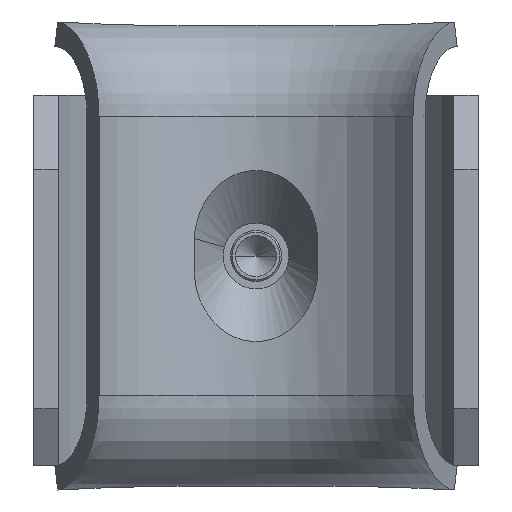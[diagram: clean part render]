
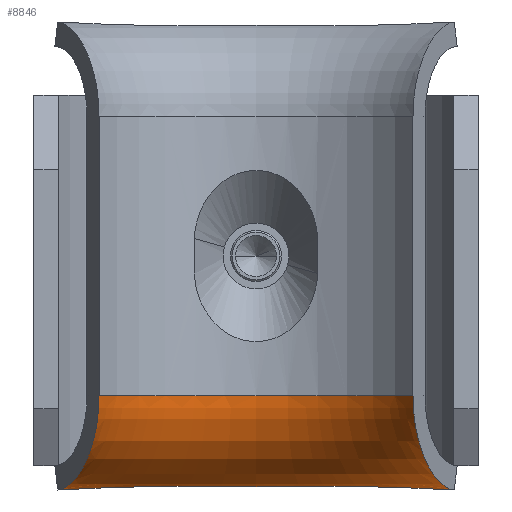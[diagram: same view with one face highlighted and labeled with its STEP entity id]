
A CAD part, front view. The second image highlights one B-rep face of the part: STEP entity #8846.
In plain terms, the highlighted toroidal (fillet/blend) face has major radius 16.75 mm and minor radius 5.75 mm.
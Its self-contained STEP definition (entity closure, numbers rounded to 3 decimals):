
#90 = CARTESIAN_POINT ( 'NONE',  ( -12.041, 3.704, -14.212 ) ) ;
#466 = EDGE_CURVE ( 'NONE', #8792, #11241, #8092, .T. ) ;
#486 = CARTESIAN_POINT ( 'NONE',  ( 6.162, 6.426, -13.996 ) ) ;
#508 = CARTESIAN_POINT ( 'NONE',  ( 4.187, 7.193, -13.998 ) ) ;
#597 = CARTESIAN_POINT ( 'NONE',  ( 9.534, -1.927, -8.473 ) ) ;
#839 = CARTESIAN_POINT ( 'NONE',  ( -11.06, 4.155, -14.186 ) ) ;
#856 = CARTESIAN_POINT ( 'NONE',  ( -9.686, -1.585, -10.356 ) ) ;
#975 = CARTESIAN_POINT ( 'NONE',  ( -6.162, 6.426, -13.996 ) ) ;
#1014 = CARTESIAN_POINT ( 'NONE',  ( 11.731, 3.008, -14.135 ) ) ;
#1079 = CARTESIAN_POINT ( 'NONE',  ( 10.987, 1.337, -13.559 ) ) ;
#1179 = VERTEX_POINT ( 'NONE', #90 ) ;
#1544 = CARTESIAN_POINT ( 'NONE',  ( -5.198, 6.86, -13.997 ) ) ;
#1756 = CARTESIAN_POINT ( 'NONE',  ( -9.914, -1.074, -11.366 ) ) ;
#1787 = DIRECTION ( 'NONE',  ( 1., 0., 0. ) ) ;
#1803 = ORIENTED_EDGE ( 'NONE', *, *, #3653, .T. ) ;
#1893 = CARTESIAN_POINT ( 'NONE',  ( -10.583, 0.431, -12.988 ) ) ;
#1895 = CARTESIAN_POINT ( 'NONE',  ( -9.572, -1.84, -9.432 ) ) ;
#1920 = CARTESIAN_POINT ( 'NONE',  ( 9.539, -1.916, -8.861 ) ) ;
#2120 = CARTESIAN_POINT ( 'NONE',  ( 11.277, 1.989, -13.85 ) ) ;
#2254 = CARTESIAN_POINT ( 'NONE',  ( -6.162, 6.426, -13.996 ) ) ;
#2401 = CARTESIAN_POINT ( 'NONE',  ( -11.885, 3.353, -14.189 ) ) ;
#2420 = DIRECTION ( 'NONE',  ( 1., 0., 0. ) ) ;
#2562 = CARTESIAN_POINT ( 'NONE',  ( 0., -7.414, -8.473 ) ) ;
#2708 = CARTESIAN_POINT ( 'NONE',  ( 6.162, 6.426, -13.996 ) ) ;
#2942 = VERTEX_POINT ( 'NONE', #597 ) ;
#2968 = CARTESIAN_POINT ( 'NONE',  ( 10.848, 1.026, -13.387 ) ) ;
#3553 = ORIENTED_EDGE ( 'NONE', *, *, #10007, .T. ) ;
#3653 = EDGE_CURVE ( 'NONE', #2942, #13315, #7152, .T. ) ;
#3676 = ORIENTED_EDGE ( 'NONE', *, *, #3752, .F. ) ;
#3752 = EDGE_CURVE ( 'NONE', #2942, #8792, #12686, .T. ) ;
#3842 = CARTESIAN_POINT ( 'NONE',  ( 9.534, -1.927, -8.666 ) ) ;
#3944 = ORIENTED_EDGE ( 'NONE', *, *, #466, .F. ) ;
#3946 = CARTESIAN_POINT ( 'NONE',  ( -9.534, -1.927, -8.666 ) ) ;
#4158 = CARTESIAN_POINT ( 'NONE',  ( -9.534, -1.927, -8.473 ) ) ;
#4228 = CARTESIAN_POINT ( 'NONE',  ( 9.558, -1.872, -9.244 ) ) ;
#4605 = CARTESIAN_POINT ( 'NONE',  ( 12.041, 3.704, -14.212 ) ) ;
#4848 = CARTESIAN_POINT ( 'NONE',  ( 2.117, 7.637, -14. ) ) ;
#4918 = CARTESIAN_POINT ( 'NONE',  ( -2.117, 7.637, -14. ) ) ;
#5011 = CARTESIAN_POINT ( 'NONE',  ( 11.885, 3.353, -14.189 ) ) ;
#5053 = CARTESIAN_POINT ( 'NONE',  ( -10.11, -0.633, -11.973 ) ) ;
#5457 = AXIS2_PLACEMENT_3D ( 'NONE', #2562, #6733, #2420 ) ;
#5730 = CARTESIAN_POINT ( 'NONE',  ( -4.187, 7.193, -13.998 ) ) ;
#5802 = CARTESIAN_POINT ( 'NONE',  ( -11.277, 1.989, -13.85 ) ) ;
#5804 = CARTESIAN_POINT ( 'NONE',  ( -6.162, 6.426, -13.996 ) ) ;
#5902 = CARTESIAN_POINT ( 'NONE',  ( 0., -7.414, -8.473 ) ) ;
#5945 = CARTESIAN_POINT ( 'NONE',  ( -10.848, 1.026, -13.387 ) ) ;
#5999 = CARTESIAN_POINT ( 'NONE',  ( -7.147, 5.982, -13.994 ) ) ;
#6037 = CARTESIAN_POINT ( 'NONE',  ( 9.572, -1.84, -9.432 ) ) ;
#6079 = CARTESIAN_POINT ( 'NONE',  ( -9.629, -1.712, -9.991 ) ) ;
#6106 = CARTESIAN_POINT ( 'NONE',  ( 9.686, -1.585, -10.356 ) ) ;
#6424 = ORIENTED_EDGE ( 'NONE', *, *, #6992, .F. ) ;
#6583 = B_SPLINE_CURVE_WITH_KNOTS ( 'NONE', 3,
 ( #5804, #1544, #5730, #4918, #11159, #9915, #4848, #508, #8898, #12034 ),
 .UNSPECIFIED., .F., .F.,
 ( 4, 2, 2, 2, 4 ),
 ( 0., 0.25, 0.5, 0.75, 1. ),
 .UNSPECIFIED. ) ;
#6658 = CARTESIAN_POINT ( 'NONE',  ( 10.083, 4.616, -14.123 ) ) ;
#6733 = DIRECTION ( 'NONE',  ( 0., 0., 1. ) ) ;
#6992 = EDGE_CURVE ( 'NONE', #12981, #1179, #8108, .T. ) ;
#7131 = CARTESIAN_POINT ( 'NONE',  ( 11.428, 2.327, -13.966 ) ) ;
#7152 = CIRCLE ( 'NONE', #10647, 11. ) ;
#7191 = CARTESIAN_POINT ( 'NONE',  ( 10.457, 0.146, -12.761 ) ) ;
#7323 = CARTESIAN_POINT ( 'NONE',  ( 10.219, -0.387, -12.252 ) ) ;
#7432 = TOROIDAL_SURFACE ( 'NONE', #5457, 16.75, 5.75 ) ;
#7977 = ORIENTED_EDGE ( 'NONE', *, *, #10103, .T. ) ;
#8092 = B_SPLINE_CURVE_WITH_KNOTS ( 'NONE', 3,
 ( #4605, #12962, #6658, #11799, #8729, #486 ),
 .UNSPECIFIED., .F., .F.,
 ( 4, 2, 4 ),
 ( 0.007, 0.01, 0.013 ),
 .UNSPECIFIED. ) ;
#8108 = B_SPLINE_CURVE_WITH_KNOTS ( 'NONE', 3,
 ( #975, #5999, #11279, #10179, #839, #12493 ),
 .UNSPECIFIED., .F., .F.,
 ( 4, 2, 4 ),
 ( 0.012, 0.015, 0.018 ),
 .UNSPECIFIED. ) ;
#8139 = CARTESIAN_POINT ( 'NONE',  ( -9.539, -1.916, -8.861 ) ) ;
#8425 = CARTESIAN_POINT ( 'NONE',  ( 9.828, -1.265, -11.043 ) ) ;
#8729 = CARTESIAN_POINT ( 'NONE',  ( 7.146, 5.982, -13.994 ) ) ;
#8792 = VERTEX_POINT ( 'NONE', #12966 ) ;
#8846 = ADVANCED_FACE ( 'NONE', ( #10783 ), #7432, .T. ) ;
#8898 = CARTESIAN_POINT ( 'NONE',  ( 5.198, 6.86, -13.997 ) ) ;
#8925 = CARTESIAN_POINT ( 'NONE',  ( 9.534, -1.927, -8.473 ) ) ;
#8967 = CARTESIAN_POINT ( 'NONE',  ( -10.987, 1.337, -13.559 ) ) ;
#9197 = CARTESIAN_POINT ( 'NONE',  ( 10.583, 0.431, -12.988 ) ) ;
#9239 = CARTESIAN_POINT ( 'NONE',  ( -9.828, -1.265, -11.043 ) ) ;
#9410 = CARTESIAN_POINT ( 'NONE',  ( -12.041, 3.704, -14.212 ) ) ;
#9915 = CARTESIAN_POINT ( 'NONE',  ( 1.059, 7.75, -14. ) ) ;
#10007 = EDGE_CURVE ( 'NONE', #12981, #11241, #6583, .T. ) ;
#10018 = DIRECTION ( 'NONE',  ( 0., 0., 1. ) ) ;
#10103 = EDGE_CURVE ( 'NONE', #13315, #1179, #11018, .T. ) ;
#10127 = CARTESIAN_POINT ( 'NONE',  ( -11.428, 2.327, -13.966 ) ) ;
#10179 = CARTESIAN_POINT ( 'NONE',  ( -10.084, 4.616, -14.123 ) ) ;
#10192 = CARTESIAN_POINT ( 'NONE',  ( -10.219, -0.387, -12.252 ) ) ;
#10286 = CARTESIAN_POINT ( 'NONE',  ( 12.041, 3.704, -14.212 ) ) ;
#10417 = CARTESIAN_POINT ( 'NONE',  ( 10.11, -0.633, -11.973 ) ) ;
#10647 = AXIS2_PLACEMENT_3D ( 'NONE', #5902, #10018, #1787 ) ;
#10783 = FACE_OUTER_BOUND ( 'NONE', #12015, .T. ) ;
#11018 = B_SPLINE_CURVE_WITH_KNOTS ( 'NONE', 3,
 ( #13316, #3946, #8139, #12317, #1895, #6079, #856, #9239, #1756, #5053, #10192, #11296, #1893, #5945, #8967, #5802, #10127, #12307, #2401, #9410 ),
 .UNSPECIFIED., .F., .F.,
 ( 4, 2, 2, 2, 2, 2, 2, 2, 2, 4 ),
 ( 0.037, 0.037, 0.038, 0.039, 0.04, 0.042, 0.043, 0.044, 0.045, 0.046 ),
 .UNSPECIFIED. ) ;
#11159 = CARTESIAN_POINT ( 'NONE',  ( -1.059, 7.75, -14. ) ) ;
#11241 = VERTEX_POINT ( 'NONE', #2708 ) ;
#11279 = CARTESIAN_POINT ( 'NONE',  ( -8.127, 5.529, -14.027 ) ) ;
#11296 = CARTESIAN_POINT ( 'NONE',  ( -10.457, 0.146, -12.761 ) ) ;
#11799 = CARTESIAN_POINT ( 'NONE',  ( 8.126, 5.53, -14.027 ) ) ;
#12015 = EDGE_LOOP ( 'NONE', ( #3553, #3944, #3676, #1803, #7977, #6424 ) ) ;
#12034 = CARTESIAN_POINT ( 'NONE',  ( 6.162, 6.426, -13.996 ) ) ;
#12307 = CARTESIAN_POINT ( 'NONE',  ( -11.731, 3.008, -14.135 ) ) ;
#12317 = CARTESIAN_POINT ( 'NONE',  ( -9.558, -1.872, -9.244 ) ) ;
#12342 = CARTESIAN_POINT ( 'NONE',  ( 9.629, -1.712, -9.991 ) ) ;
#12493 = CARTESIAN_POINT ( 'NONE',  ( -12.041, 3.704, -14.212 ) ) ;
#12686 = B_SPLINE_CURVE_WITH_KNOTS ( 'NONE', 3,
 ( #8925, #3842, #1920, #4228, #6037, #12342, #6106, #8425, #13340, #10417, #7323, #7191, #9197, #2968, #1079, #2120, #7131, #1014, #5011, #10286 ),
 .UNSPECIFIED., .F., .F.,
 ( 4, 2, 2, 2, 2, 2, 2, 2, 2, 4 ),
 ( 0.037, 0.037, 0.038, 0.039, 0.04, 0.042, 0.043, 0.044, 0.045, 0.046 ),
 .UNSPECIFIED. ) ;
#12962 = CARTESIAN_POINT ( 'NONE',  ( 11.059, 4.156, -14.186 ) ) ;
#12966 = CARTESIAN_POINT ( 'NONE',  ( 12.041, 3.704, -14.212 ) ) ;
#12981 = VERTEX_POINT ( 'NONE', #2254 ) ;
#13315 = VERTEX_POINT ( 'NONE', #4158 ) ;
#13316 = CARTESIAN_POINT ( 'NONE',  ( -9.534, -1.927, -8.473 ) ) ;
#13340 = CARTESIAN_POINT ( 'NONE',  ( 9.914, -1.074, -11.366 ) ) ;
